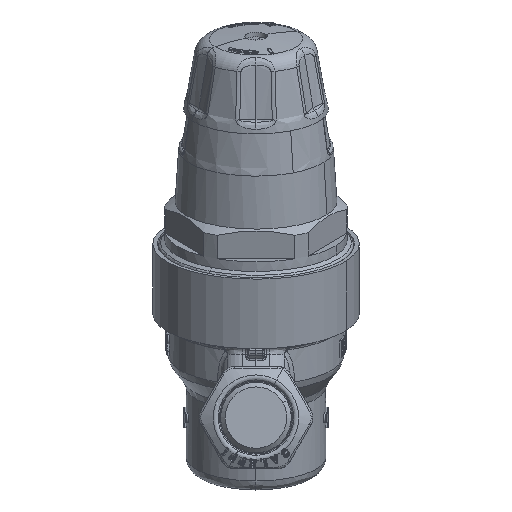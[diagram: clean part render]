
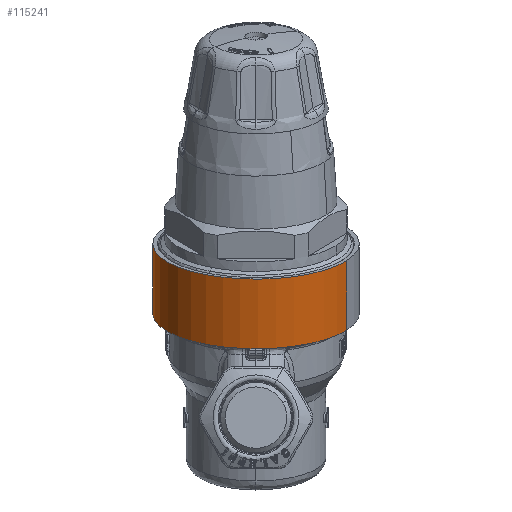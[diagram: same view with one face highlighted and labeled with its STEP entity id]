
A CAD part, front view. The second image highlights one B-rep face of the part: STEP entity #115241.
In plain terms, the highlighted cylindrical face has radius 30 mm (diameter 60 mm), a partial arc.
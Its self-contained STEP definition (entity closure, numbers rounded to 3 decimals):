
#115202=CARTESIAN_POINT('Axis2P3D Location',(0.,-14.692,40.365)) ;
#115207=CARTESIAN_POINT('Axis2P3D Location',(0.,-11.015,30.263)) ;
#115211=CARTESIAN_POINT('Vertex',(26.327,-24.53,25.344)) ;
#115213=CARTESIAN_POINT('Vertex',(-26.327,2.501,35.182)) ;
#115216=CARTESIAN_POINT('Line Origine',(26.327,-28.207,35.445)) ;
#115220=CARTESIAN_POINT('Vertex',(26.327,-31.884,45.547)) ;
#115223=CARTESIAN_POINT('Axis2P3D Location',(0.,-18.368,50.466)) ;
#115227=CARTESIAN_POINT('Vertex',(-26.327,-4.853,55.386)) ;
#115230=CARTESIAN_POINT('Line Origine',(-26.327,-1.176,45.284)) ;
#115203=DIRECTION('Axis2P3D Direction',(0.,0.342,-0.94)) ;
#115204=DIRECTION('Axis2P3D XDirection',(0.878,-0.451,-0.164)) ;
#115208=DIRECTION('Axis2P3D Direction',(0.,0.342,-0.94)) ;
#115217=DIRECTION('Vector Direction',(0.,0.342,-0.94)) ;
#115224=DIRECTION('Axis2P3D Direction',(0.,0.342,-0.94)) ;
#115231=DIRECTION('Vector Direction',(0.,0.342,-0.94)) ;
#115205=AXIS2_PLACEMENT_3D('Cylinder Axis2P3D',#115202,#115203,#115204) ;
#115209=AXIS2_PLACEMENT_3D('Circle Axis2P3D',#115207,#115208,$) ;
#115225=AXIS2_PLACEMENT_3D('Circle Axis2P3D',#115223,#115224,$) ;
#115236=ORIENTED_EDGE('',*,*,#115215,.F.) ;
#115237=ORIENTED_EDGE('',*,*,#115222,.T.) ;
#115238=ORIENTED_EDGE('',*,*,#115229,.T.) ;
#115239=ORIENTED_EDGE('',*,*,#115234,.F.) ;
#115218=VECTOR('Line Direction',#115217,1.) ;
#115232=VECTOR('Line Direction',#115231,1.) ;
#115241=ADVANCED_FACE('PartBody',(#115240),#115206,.T.) ;
#115210=CIRCLE('generated circle',#115209,30.) ;
#115226=CIRCLE('generated circle',#115225,30.) ;
#115206=CYLINDRICAL_SURFACE('generated cylinder',#115205,30.) ;
#115215=EDGE_CURVE('',#115212,#115214,#115210,.T.) ;
#115222=EDGE_CURVE('',#115212,#115221,#115219,.F.) ;
#115229=EDGE_CURVE('',#115221,#115228,#115226,.T.) ;
#115234=EDGE_CURVE('',#115214,#115228,#115233,.F.) ;
#115235=EDGE_LOOP('',(#115236,#115237,#115238,#115239)) ;
#115240=FACE_OUTER_BOUND('',#115235,.T.) ;
#115219=LINE('Line',#115216,#115218) ;
#115233=LINE('Line',#115230,#115232) ;
#115212=VERTEX_POINT('',#115211) ;
#115214=VERTEX_POINT('',#115213) ;
#115221=VERTEX_POINT('',#115220) ;
#115228=VERTEX_POINT('',#115227) ;
